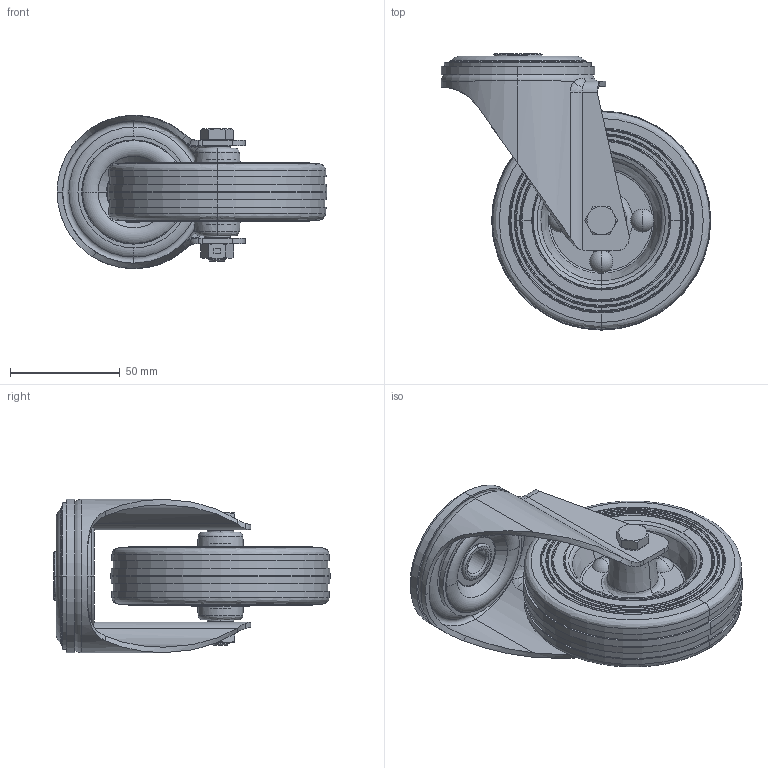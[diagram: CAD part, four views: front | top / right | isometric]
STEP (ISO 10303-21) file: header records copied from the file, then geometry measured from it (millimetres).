
FILE_DESCRIPTION (( 'STEP AP214' ), '1' );
FILE_NAME ('0056264.step', '2023-10-16T13:24:25', ( '' ), ( '' ), 'SwSTEP 2.0', 'SolidWorks 2020', '' );
FILE_SCHEMA (( 'AUTOMOTIVE_DESIGN' ));
Length unit declared in the file: millimetre
Products named in the file (1): 0056264
Bounding box: 123 x 126 x 70 mm (x, y, z)
Surface area: 79487.2 mm2 (no closed solid volume)
Topology: 0 solids, 30 shells, 529 faces, 1236 edges, 739 vertices
Faces by surface type: bspline 117, cone 115, plane 113, cylinder 106, torus 78
Entity records: 24658 total; most frequent: CARTESIAN_POINT 7314, DIRECTION 2393, ORIENTED_EDGE 2303, EDGE_CURVE 1216, AXIS2_PLACEMENT_3D 995, VERTEX_POINT 739, CIRCLE 582, EDGE_LOOP 579
